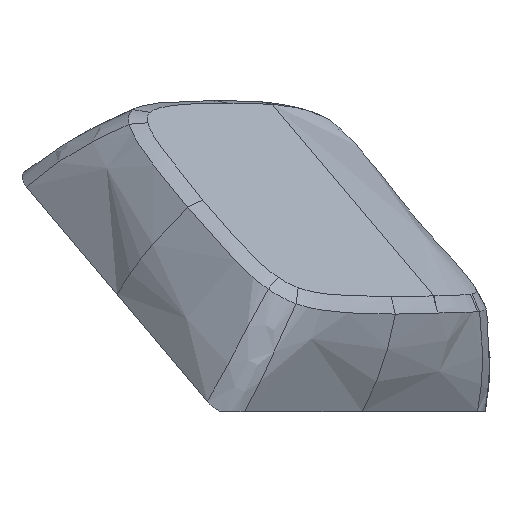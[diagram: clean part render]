
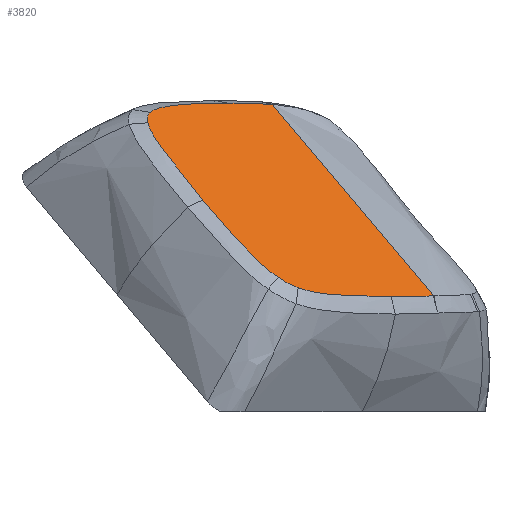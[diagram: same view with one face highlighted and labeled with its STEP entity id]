
A CAD part, left-side view. The second image highlights one B-rep face of the part: STEP entity #3820.
In plain terms, the highlighted planar face has unit normal (-0.455, -0.455, 0.766).
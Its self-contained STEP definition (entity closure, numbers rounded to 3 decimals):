
#280=B_SPLINE_CURVE_WITH_KNOTS('',3,(#9071,#9072,#9073,#9074),
 .UNSPECIFIED.,.F.,.F.,(4,4),(1.163,1.312),
 .UNSPECIFIED.);
#284=B_SPLINE_CURVE_WITH_KNOTS('',3,(#9109,#9110,#9111,#9112),
 .UNSPECIFIED.,.F.,.F.,(4,4),(0.149,0.151),
 .UNSPECIFIED.);
#291=B_SPLINE_CURVE_WITH_KNOTS('',3,(#9221,#9222,#9223,#9224,#9225,#9226,
#9227,#9228),.UNSPECIFIED.,.F.,.F.,(4,1,1,1,1,4),(0.788,0.9,
1.013,1.162,1.237,1.312),
 .UNSPECIFIED.);
#293=B_SPLINE_CURVE_WITH_KNOTS('',3,(#9249,#9250,#9251,#9252),
 .UNSPECIFIED.,.F.,.F.,(4,4),(0.,0.149),
 .UNSPECIFIED.);
#294=B_SPLINE_CURVE_WITH_KNOTS('',3,(#9272,#9273,#9274,#9275),
 .UNSPECIFIED.,.F.,.F.,(4,4),(0.519,0.788),
 .UNSPECIFIED.);
#297=B_SPLINE_CURVE_WITH_KNOTS('',3,(#9326,#9327,#9328,#9329,#9330,#9331,
#9332,#9333),.UNSPECIFIED.,.F.,.F.,(4,1,1,1,1,4),(0.793,0.941,
1.089,1.164,1.238,1.312),
 .UNSPECIFIED.);
#299=B_SPLINE_CURVE_WITH_KNOTS('',3,(#9374,#9375,#9376,#9377,#9378,#9379,
#9380,#9381),.UNSPECIFIED.,.F.,.F.,(4,1,1,1,1,4),(0.,
0.074,0.148,0.297,0.408,
0.519),.UNSPECIFIED.);
#300=B_SPLINE_CURVE_WITH_KNOTS('',3,(#9401,#9402,#9403,#9404),
 .UNSPECIFIED.,.F.,.F.,(4,4),(0.524,0.793),
 .UNSPECIFIED.);
#304=B_SPLINE_CURVE_WITH_KNOTS('',3,(#9438,#9439,#9440,#9441),
 .UNSPECIFIED.,.F.,.F.,(4,4),(1.161,1.163),
 .UNSPECIFIED.);
#306=B_SPLINE_CURVE_WITH_KNOTS('',3,(#9477,#9478,#9479,#9480,#9481,#9482,
#9483),.UNSPECIFIED.,.F.,.F.,(4,1,1,1,4),(0.,0.075,
0.224,0.374,0.524),.UNSPECIFIED.);
#406=PLANE('',#4072);
#643=FACE_OUTER_BOUND('',#885,.T.);
#885=EDGE_LOOP('',(#3444,#3445,#3446,#3447,#3448,#3449,#3450,#3451,#3452,
#3453,#3454));
#1250=LINE('',#10112,#1493);
#1493=VECTOR('',#4757,10.);
#1790=VERTEX_POINT('',#9064);
#1792=VERTEX_POINT('',#9070);
#1795=VERTEX_POINT('',#9102);
#1797=VERTEX_POINT('',#9108);
#1802=VERTEX_POINT('',#9207);
#1805=VERTEX_POINT('',#9219);
#1807=VERTEX_POINT('',#9270);
#1808=VERTEX_POINT('',#9312);
#1811=VERTEX_POINT('',#9324);
#1813=VERTEX_POINT('',#9399);
#1815=VERTEX_POINT('',#9433);
#2320=EDGE_CURVE('',#1790,#1792,#280,.T.);
#2325=EDGE_CURVE('',#1795,#1797,#284,.T.);
#2335=EDGE_CURVE('',#1805,#1802,#291,.T.);
#2337=EDGE_CURVE('',#1802,#1795,#293,.T.);
#2339=EDGE_CURVE('',#1807,#1805,#294,.T.);
#2344=EDGE_CURVE('',#1811,#1808,#297,.T.);
#2346=EDGE_CURVE('',#1808,#1807,#299,.T.);
#2348=EDGE_CURVE('',#1813,#1811,#300,.T.);
#2352=EDGE_CURVE('',#1815,#1790,#304,.T.);
#2354=EDGE_CURVE('',#1792,#1813,#306,.T.);
#2393=EDGE_CURVE('',#1815,#1797,#1250,.T.);
#3444=ORIENTED_EDGE('',*,*,#2337,.F.);
#3445=ORIENTED_EDGE('',*,*,#2335,.F.);
#3446=ORIENTED_EDGE('',*,*,#2339,.F.);
#3447=ORIENTED_EDGE('',*,*,#2346,.F.);
#3448=ORIENTED_EDGE('',*,*,#2344,.F.);
#3449=ORIENTED_EDGE('',*,*,#2348,.F.);
#3450=ORIENTED_EDGE('',*,*,#2354,.F.);
#3451=ORIENTED_EDGE('',*,*,#2320,.F.);
#3452=ORIENTED_EDGE('',*,*,#2352,.F.);
#3453=ORIENTED_EDGE('',*,*,#2393,.T.);
#3454=ORIENTED_EDGE('',*,*,#2325,.F.);
#3820=ADVANCED_FACE('',(#643),#406,.T.);
#4072=AXIS2_PLACEMENT_3D('',#10111,#4755,#4756);
#4755=DIRECTION('center_axis',(-0.455,-0.455,0.766));
#4756=DIRECTION('ref_axis',(0.542,0.542,0.643));
#4757=DIRECTION('',(0.542,0.542,0.643));
#9064=CARTESIAN_POINT('',(-100.699,-5.465,9.773));
#9070=CARTESIAN_POINT('',(-102.759,-3.488,9.724));
#9071=CARTESIAN_POINT('Ctrl Pts',(-100.699,-5.465,9.773));
#9072=CARTESIAN_POINT('Ctrl Pts',(-101.202,-5.012,9.744));
#9073=CARTESIAN_POINT('Ctrl Pts',(-101.817,-4.43,9.724));
#9074=CARTESIAN_POINT('Ctrl Pts',(-102.759,-3.488,9.724));
#9102=CARTESIAN_POINT('',(-93.09,2.144,18.803));
#9108=CARTESIAN_POINT('',(-93.067,2.119,18.802));
#9109=CARTESIAN_POINT('Ctrl Pts',(-93.09,2.144,18.803));
#9110=CARTESIAN_POINT('Ctrl Pts',(-93.082,2.136,18.802));
#9111=CARTESIAN_POINT('Ctrl Pts',(-93.075,2.128,18.802));
#9112=CARTESIAN_POINT('Ctrl Pts',(-93.067,2.119,18.802));
#9207=CARTESIAN_POINT('',(-95.067,4.204,18.852));
#9219=CARTESIAN_POINT('',(-99.449,7.855,18.418));
#9221=CARTESIAN_POINT('Ctrl Pts',(-99.449,7.855,18.418));
#9222=CARTESIAN_POINT('Ctrl Pts',(-99.303,7.798,18.471));
#9223=CARTESIAN_POINT('Ctrl Pts',(-98.986,7.643,18.567));
#9224=CARTESIAN_POINT('Ctrl Pts',(-98.303,7.188,18.702));
#9225=CARTESIAN_POINT('Ctrl Pts',(-97.451,6.489,18.793));
#9226=CARTESIAN_POINT('Ctrl Pts',(-96.315,5.435,18.842));
#9227=CARTESIAN_POINT('Ctrl Pts',(-95.541,4.677,18.852));
#9228=CARTESIAN_POINT('Ctrl Pts',(-95.067,4.204,18.852));
#9249=CARTESIAN_POINT('Ctrl Pts',(-95.067,4.204,18.852));
#9250=CARTESIAN_POINT('Ctrl Pts',(-94.125,3.262,18.852));
#9251=CARTESIAN_POINT('Ctrl Pts',(-93.543,2.647,18.832));
#9252=CARTESIAN_POINT('Ctrl Pts',(-93.09,2.144,18.803));
#9270=CARTESIAN_POINT('',(-100.396,7.976,17.928));
#9272=CARTESIAN_POINT('Ctrl Pts',(-100.396,7.976,17.928));
#9273=CARTESIAN_POINT('Ctrl Pts',(-100.07,8.028,18.153));
#9274=CARTESIAN_POINT('Ctrl Pts',(-99.798,7.994,18.293));
#9275=CARTESIAN_POINT('Ctrl Pts',(-99.449,7.855,18.418));
#9312=CARTESIAN_POINT('',(-103.933,5.378,14.288));
#9324=CARTESIAN_POINT('',(-106.531,1.841,10.648));
#9326=CARTESIAN_POINT('Ctrl Pts',(-106.531,1.841,10.648));
#9327=CARTESIAN_POINT('Ctrl Pts',(-106.502,2.021,10.772));
#9328=CARTESIAN_POINT('Ctrl Pts',(-106.383,2.412,11.075));
#9329=CARTESIAN_POINT('Ctrl Pts',(-106.002,3.057,11.684));
#9330=CARTESIAN_POINT('Ctrl Pts',(-105.453,3.758,12.425));
#9331=CARTESIAN_POINT('Ctrl Pts',(-104.864,4.426,13.171));
#9332=CARTESIAN_POINT('Ctrl Pts',(-104.293,5.018,13.861));
#9333=CARTESIAN_POINT('Ctrl Pts',(-103.933,5.378,14.288));
#9374=CARTESIAN_POINT('Ctrl Pts',(-103.933,5.378,14.288));
#9375=CARTESIAN_POINT('Ctrl Pts',(-103.573,5.738,14.715));
#9376=CARTESIAN_POINT('Ctrl Pts',(-102.98,6.31,15.406));
#9377=CARTESIAN_POINT('Ctrl Pts',(-102.092,7.092,16.398));
#9378=CARTESIAN_POINT('Ctrl Pts',(-101.401,7.587,17.101));
#9379=CARTESIAN_POINT('Ctrl Pts',(-100.817,7.877,17.62));
#9380=CARTESIAN_POINT('Ctrl Pts',(-100.531,7.954,17.835));
#9381=CARTESIAN_POINT('Ctrl Pts',(-100.396,7.976,17.928));
#9399=CARTESIAN_POINT('',(-106.411,0.894,10.157));
#9401=CARTESIAN_POINT('Ctrl Pts',(-106.411,0.894,10.157));
#9402=CARTESIAN_POINT('Ctrl Pts',(-106.549,1.243,10.283));
#9403=CARTESIAN_POINT('Ctrl Pts',(-106.584,1.515,10.423));
#9404=CARTESIAN_POINT('Ctrl Pts',(-106.531,1.841,10.648));
#9433=CARTESIAN_POINT('',(-100.674,-5.488,9.774));
#9438=CARTESIAN_POINT('Ctrl Pts',(-100.674,-5.488,9.774));
#9439=CARTESIAN_POINT('Ctrl Pts',(-100.683,-5.48,9.774));
#9440=CARTESIAN_POINT('Ctrl Pts',(-100.691,-5.473,9.773));
#9441=CARTESIAN_POINT('Ctrl Pts',(-100.699,-5.465,9.773));
#9477=CARTESIAN_POINT('Ctrl Pts',(-102.759,-3.488,9.724));
#9478=CARTESIAN_POINT('Ctrl Pts',(-103.233,-3.014,9.724));
#9479=CARTESIAN_POINT('Ctrl Pts',(-104.361,-1.86,9.74));
#9480=CARTESIAN_POINT('Ctrl Pts',(-105.423,-0.668,
9.817));
#9481=CARTESIAN_POINT('Ctrl Pts',(-106.11,0.264,9.962));
#9482=CARTESIAN_POINT('Ctrl Pts',(-106.334,0.7,10.088));
#9483=CARTESIAN_POINT('Ctrl Pts',(-106.411,0.894,10.157));
#10111=CARTESIAN_POINT('Origin',(-98.913,0.358,14.288));
#10112=CARTESIAN_POINT('',(-96.871,-1.684,14.288));
